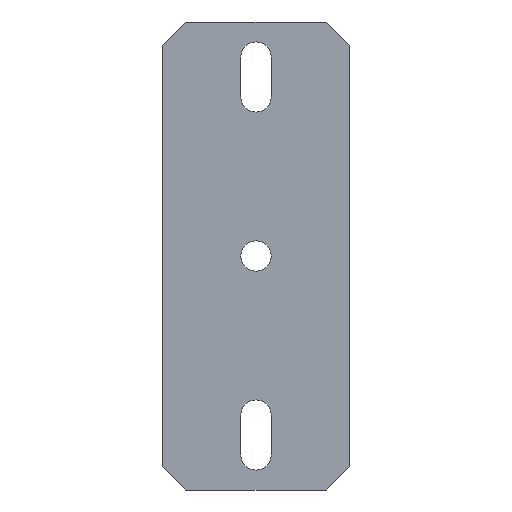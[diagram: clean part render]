
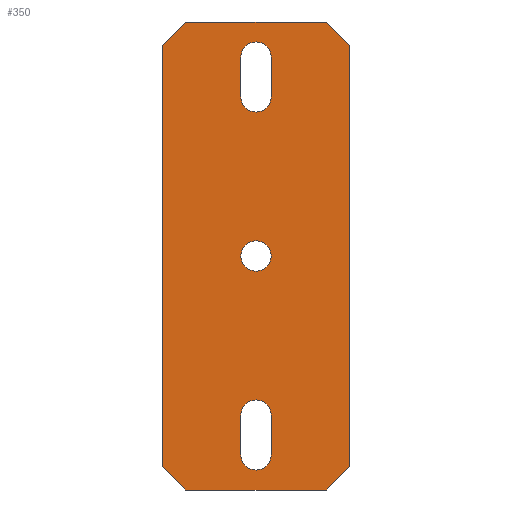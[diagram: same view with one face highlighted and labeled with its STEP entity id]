
A CAD part, front view. The second image highlights one B-rep face of the part: STEP entity #350.
In plain terms, the highlighted planar face has unit normal (0, -1, 0).
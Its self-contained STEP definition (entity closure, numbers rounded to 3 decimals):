
#1=DIRECTION('',(0.707,0.,0.707));
#2=VECTOR('',#1,14.142);
#3=CARTESIAN_POINT('',(30.,0.,-100.));
#4=LINE('',#3,#2);
#17=DIRECTION('',(0.,0.,1.));
#18=VECTOR('',#17,180.);
#19=CARTESIAN_POINT('',(40.,0.,-90.));
#20=LINE('',#19,#18);
#25=DIRECTION('',(-0.707,0.,0.707));
#26=VECTOR('',#25,14.142);
#27=CARTESIAN_POINT('',(40.,0.,90.));
#28=LINE('',#27,#26);
#41=DIRECTION('',(-1.,0.,0.));
#42=VECTOR('',#41,60.);
#43=CARTESIAN_POINT('',(30.,0.,100.));
#44=LINE('',#43,#42);
#49=DIRECTION('',(-0.707,0.,-0.707));
#50=VECTOR('',#49,14.142);
#51=CARTESIAN_POINT('',(-30.,0.,100.));
#52=LINE('',#51,#50);
#69=DIRECTION('',(0.,0.,-1.));
#70=VECTOR('',#69,180.);
#71=CARTESIAN_POINT('',(-40.,0.,90.));
#72=LINE('',#71,#70);
#73=DIRECTION('',(0.707,0.,-0.707));
#74=VECTOR('',#73,14.142);
#75=CARTESIAN_POINT('',(-40.,0.,-90.));
#76=LINE('',#75,#74);
#93=DIRECTION('',(1.,0.,0.));
#94=VECTOR('',#93,60.);
#95=CARTESIAN_POINT('',(-30.,0.,-100.));
#96=LINE('',#95,#94);
#97=CARTESIAN_POINT('',(0.,0.,0.));
#98=DIRECTION('',(0.,1.,0.));
#99=DIRECTION('',(-1.,0.,0.));
#100=AXIS2_PLACEMENT_3D('',#97,#98,#99);
#107=CARTESIAN_POINT('',(0.,0.,0.));
#108=DIRECTION('',(0.,1.,0.));
#109=DIRECTION('',(1.,0.,0.));
#110=AXIS2_PLACEMENT_3D('',#107,#108,#109);
#125=CARTESIAN_POINT('',(0.,0.,68.));
#126=DIRECTION('',(0.,1.,0.));
#127=DIRECTION('',(1.,0.,0.));
#128=AXIS2_PLACEMENT_3D('',#125,#126,#127);
#135=DIRECTION('',(0.,0.,1.));
#136=VECTOR('',#135,17.);
#137=CARTESIAN_POINT('',(-6.5,0.,68.));
#138=LINE('',#137,#136);
#151=CARTESIAN_POINT('',(0.,0.,85.));
#152=DIRECTION('',(0.,1.,0.));
#153=DIRECTION('',(-1.,0.,0.));
#154=AXIS2_PLACEMENT_3D('',#151,#152,#153);
#165=DIRECTION('',(0.,0.,-1.));
#166=VECTOR('',#165,17.);
#167=CARTESIAN_POINT('',(6.5,0.,85.));
#168=LINE('',#167,#166);
#177=DIRECTION('',(0.,0.,1.));
#178=VECTOR('',#177,17.);
#179=CARTESIAN_POINT('',(-6.5,0.,-85.));
#180=LINE('',#179,#178);
#185=CARTESIAN_POINT('',(0.,0.,-68.));
#186=DIRECTION('',(0.,1.,0.));
#187=DIRECTION('',(-1.,0.,0.));
#188=AXIS2_PLACEMENT_3D('',#185,#186,#187);
#203=DIRECTION('',(0.,0.,-1.));
#204=VECTOR('',#203,17.);
#205=CARTESIAN_POINT('',(6.5,0.,-68.));
#206=LINE('',#205,#204);
#215=CARTESIAN_POINT('',(0.,0.,-85.));
#216=DIRECTION('',(0.,1.,0.));
#217=DIRECTION('',(1.,0.,0.));
#218=AXIS2_PLACEMENT_3D('',#215,#216,#217);
#229=CARTESIAN_POINT('',(30.,0.,-100.));
#230=CARTESIAN_POINT('',(40.,0.,-90.));
#231=VERTEX_POINT('',#229);
#232=VERTEX_POINT('',#230);
#237=CARTESIAN_POINT('',(-40.,0.,-90.));
#238=CARTESIAN_POINT('',(-30.,0.,-100.));
#239=VERTEX_POINT('',#237);
#240=VERTEX_POINT('',#238);
#245=CARTESIAN_POINT('',(40.,0.,90.));
#246=CARTESIAN_POINT('',(30.,0.,100.));
#247=VERTEX_POINT('',#245);
#248=VERTEX_POINT('',#246);
#253=CARTESIAN_POINT('',(-30.,0.,100.));
#254=CARTESIAN_POINT('',(-40.,0.,90.));
#255=VERTEX_POINT('',#253);
#256=VERTEX_POINT('',#254);
#261=CARTESIAN_POINT('',(-6.5,0.,-85.));
#262=CARTESIAN_POINT('',(-6.5,0.,-68.));
#263=VERTEX_POINT('',#261);
#264=VERTEX_POINT('',#262);
#265=CARTESIAN_POINT('',(6.5,0.,-85.));
#266=VERTEX_POINT('',#265);
#267=CARTESIAN_POINT('',(6.5,0.,-68.));
#268=VERTEX_POINT('',#267);
#269=CARTESIAN_POINT('',(6.5,0.,68.));
#270=CARTESIAN_POINT('',(-6.5,0.,68.));
#271=VERTEX_POINT('',#269);
#272=VERTEX_POINT('',#270);
#273=CARTESIAN_POINT('',(6.5,0.,85.));
#274=VERTEX_POINT('',#273);
#275=CARTESIAN_POINT('',(-6.5,0.,85.));
#276=VERTEX_POINT('',#275);
#293=CARTESIAN_POINT('',(-6.5,0.,0.));
#294=CARTESIAN_POINT('',(6.5,0.,0.));
#295=VERTEX_POINT('',#293);
#296=VERTEX_POINT('',#294);
#301=CARTESIAN_POINT('',(0.,0.,0.));
#302=DIRECTION('',(0.,1.,0.));
#303=DIRECTION('',(1.,0.,0.));
#304=AXIS2_PLACEMENT_3D('',#301,#302,#303);
#305=PLANE('',#304);
#307=ORIENTED_EDGE('',*,*,#306,.F.);
#309=ORIENTED_EDGE('',*,*,#308,.F.);
#311=ORIENTED_EDGE('',*,*,#310,.F.);
#313=ORIENTED_EDGE('',*,*,#312,.F.);
#315=ORIENTED_EDGE('',*,*,#314,.F.);
#317=ORIENTED_EDGE('',*,*,#316,.F.);
#319=ORIENTED_EDGE('',*,*,#318,.F.);
#321=ORIENTED_EDGE('',*,*,#320,.F.);
#322=EDGE_LOOP('',(#307,#309,#311,#313,#315,#317,#319,#321));
#323=FACE_OUTER_BOUND('',#322,.F.);
#325=ORIENTED_EDGE('',*,*,#324,.F.);
#327=ORIENTED_EDGE('',*,*,#326,.F.);
#329=ORIENTED_EDGE('',*,*,#328,.F.);
#331=ORIENTED_EDGE('',*,*,#330,.F.);
#332=EDGE_LOOP('',(#325,#327,#329,#331));
#333=FACE_BOUND('',#332,.F.);
#335=ORIENTED_EDGE('',*,*,#334,.F.);
#337=ORIENTED_EDGE('',*,*,#336,.F.);
#339=ORIENTED_EDGE('',*,*,#338,.F.);
#341=ORIENTED_EDGE('',*,*,#340,.F.);
#342=EDGE_LOOP('',(#335,#337,#339,#341));
#343=FACE_BOUND('',#342,.F.);
#345=ORIENTED_EDGE('',*,*,#344,.F.);
#347=ORIENTED_EDGE('',*,*,#346,.F.);
#348=EDGE_LOOP('',(#345,#347));
#349=FACE_BOUND('',#348,.F.);
#350=ADVANCED_FACE('',(#323,#333,#343,#349),#305,.F.);
#101=CIRCLE('',#100,6.5);
#111=CIRCLE('',#110,6.5);
#129=CIRCLE('',#128,6.5);
#155=CIRCLE('',#154,6.5);
#189=CIRCLE('',#188,6.5);
#219=CIRCLE('',#218,6.5);
#306=EDGE_CURVE('',#231,#232,#4,.T.);
#308=EDGE_CURVE('',#240,#231,#96,.T.);
#310=EDGE_CURVE('',#239,#240,#76,.T.);
#312=EDGE_CURVE('',#256,#239,#72,.T.);
#314=EDGE_CURVE('',#255,#256,#52,.T.);
#316=EDGE_CURVE('',#248,#255,#44,.T.);
#318=EDGE_CURVE('',#247,#248,#28,.T.);
#320=EDGE_CURVE('',#232,#247,#20,.T.);
#324=EDGE_CURVE('',#263,#264,#180,.T.);
#326=EDGE_CURVE('',#266,#263,#219,.T.);
#328=EDGE_CURVE('',#268,#266,#206,.T.);
#330=EDGE_CURVE('',#264,#268,#189,.T.);
#334=EDGE_CURVE('',#271,#272,#129,.T.);
#336=EDGE_CURVE('',#274,#271,#168,.T.);
#338=EDGE_CURVE('',#276,#274,#155,.T.);
#340=EDGE_CURVE('',#272,#276,#138,.T.);
#344=EDGE_CURVE('',#295,#296,#101,.T.);
#346=EDGE_CURVE('',#296,#295,#111,.T.);
